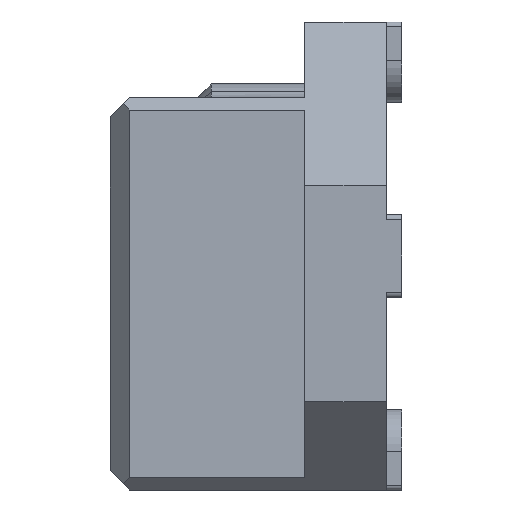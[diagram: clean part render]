
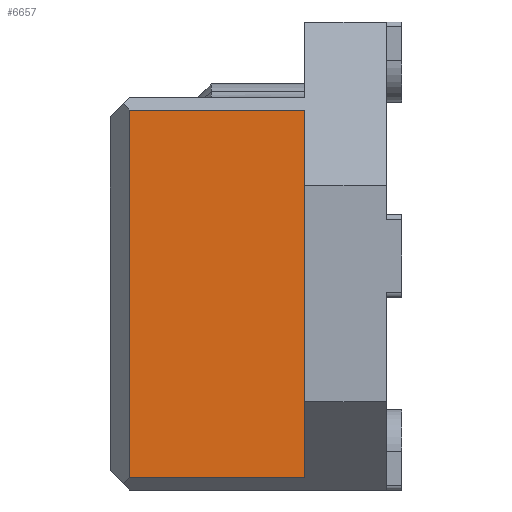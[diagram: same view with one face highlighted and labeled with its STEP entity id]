
A CAD part, left-side view. The second image highlights one B-rep face of the part: STEP entity #6657.
In plain terms, the highlighted planar face has unit normal (-1, 0, 0).
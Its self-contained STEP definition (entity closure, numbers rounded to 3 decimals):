
#815=DIRECTION('',(0.,0.,1.));
#816=VECTOR('',#815,37.75);
#817=CARTESIAN_POINT('',(-14.3,-12.,-22.75));
#818=LINE('',#817,#816);
#3425=DIRECTION('',(0.,1.,0.));
#3426=VECTOR('',#3425,18.);
#3427=CARTESIAN_POINT('',(-14.3,-12.,15.));
#3428=LINE('',#3427,#3426);
#3432=DIRECTION('',(0.,1.,0.));
#3433=VECTOR('',#3432,18.);
#3434=CARTESIAN_POINT('',(-14.3,-12.,-22.75));
#3435=LINE('',#3434,#3433);
#3439=DIRECTION('',(0.,0.,1.));
#3440=VECTOR('',#3439,37.75);
#3441=CARTESIAN_POINT('',(-14.3,6.,-22.75));
#3442=LINE('',#3441,#3440);
#4828=CARTESIAN_POINT('',(-14.3,6.,-22.75));
#4829=CARTESIAN_POINT('',(-14.3,6.,15.));
#4830=VERTEX_POINT('',#4828);
#4831=VERTEX_POINT('',#4829);
#5013=CARTESIAN_POINT('',(-14.3,-12.,-22.75));
#5015=VERTEX_POINT('',#5013);
#5034=CARTESIAN_POINT('',(-14.3,-12.,15.));
#5035=VERTEX_POINT('',#5034);
#6645=CARTESIAN_POINT('',(-14.3,8.,16.3));
#6646=DIRECTION('',(1.,0.,0.));
#6647=DIRECTION('',(0.,0.,-1.));
#6648=AXIS2_PLACEMENT_3D('',#6645,#6646,#6647);
#6649=PLANE('',#6648);
#6650=ORIENTED_EDGE('',*,*,#6559,.F.);
#6651=ORIENTED_EDGE('',*,*,#5299,.F.);
#6653=ORIENTED_EDGE('',*,*,#6652,.T.);
#6654=ORIENTED_EDGE('',*,*,#6633,.T.);
#6655=EDGE_LOOP('',(#6650,#6651,#6653,#6654));
#6656=FACE_OUTER_BOUND('',#6655,.F.);
#6657=ADVANCED_FACE('',(#6656),#6649,.F.);
#5299=EDGE_CURVE('',#5015,#5035,#818,.T.);
#6559=EDGE_CURVE('',#5035,#4831,#3428,.T.);
#6633=EDGE_CURVE('',#4830,#4831,#3442,.T.);
#6652=EDGE_CURVE('',#5015,#4830,#3435,.T.);
